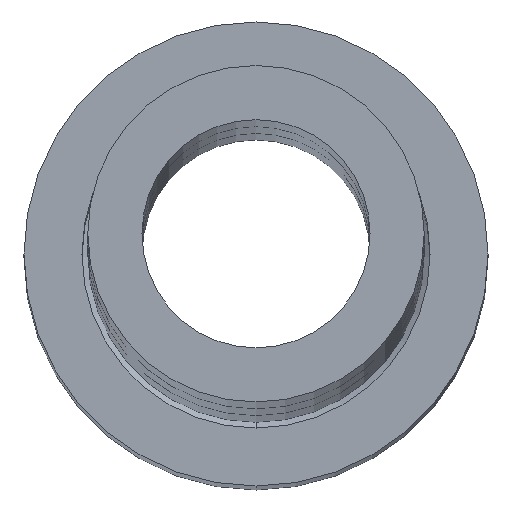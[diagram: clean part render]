
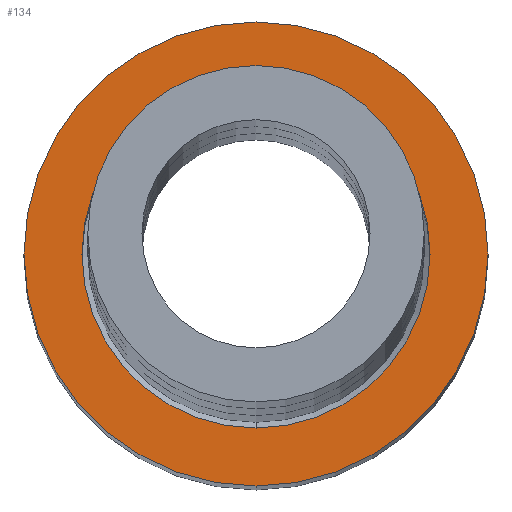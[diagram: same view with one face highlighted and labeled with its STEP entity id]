
A CAD part, top view. The second image highlights one B-rep face of the part: STEP entity #134.
In plain terms, the highlighted planar face has unit normal (0, 0, 1).
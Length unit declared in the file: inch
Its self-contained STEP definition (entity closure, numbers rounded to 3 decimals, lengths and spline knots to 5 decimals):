
#1=CARTESIAN_POINT('',(0.,0.,0.28394));
#2=DIRECTION('',(0.,0.,1.));
#3=DIRECTION('',(0.,1.,0.));
#4=AXIS2_PLACEMENT_3D('',#1,#2,#3);
#6=CARTESIAN_POINT('',(0.,0.,0.28394));
#7=DIRECTION('',(0.,0.,-1.));
#8=DIRECTION('',(0.,1.,0.));
#9=AXIS2_PLACEMENT_3D('',#6,#7,#8);
#75=CARTESIAN_POINT('',(0.,0.,0.28394));
#76=DIRECTION('',(0.,0.,1.));
#77=DIRECTION('',(0.,1.,0.));
#78=AXIS2_PLACEMENT_3D('',#75,#76,#77);
#84=CARTESIAN_POINT('',(0.,0.,0.28394));
#85=DIRECTION('',(0.,0.,-1.));
#86=DIRECTION('',(0.,1.,0.));
#87=AXIS2_PLACEMENT_3D('',#84,#85,#86);
#93=CARTESIAN_POINT('',(0.,0.045,0.28394));
#95=VERTEX_POINT('',#93);
#102=CARTESIAN_POINT('',(0.,0.06,0.28394));
#104=VERTEX_POINT('',#102);
#105=CARTESIAN_POINT('',(0.,-0.045,0.28394));
#107=VERTEX_POINT('',#105);
#114=CARTESIAN_POINT('',(0.,-0.06,0.28394));
#116=VERTEX_POINT('',#114);
#117=CARTESIAN_POINT('',(0.,0.,0.28394));
#118=DIRECTION('',(0.,0.,1.));
#119=DIRECTION('',(0.,1.,0.));
#120=AXIS2_PLACEMENT_3D('',#117,#118,#119);
#121=PLANE('',#120);
#123=ORIENTED_EDGE('',*,*,#122,.F.);
#125=ORIENTED_EDGE('',*,*,#124,.T.);
#126=EDGE_LOOP('',(#123,#125));
#127=FACE_OUTER_BOUND('',#126,.F.);
#129=ORIENTED_EDGE('',*,*,#128,.F.);
#131=ORIENTED_EDGE('',*,*,#130,.T.);
#132=EDGE_LOOP('',(#129,#131));
#133=FACE_BOUND('',#132,.F.);
#134=ADVANCED_FACE('',(#127,#133),#121,.T.);
#5=CIRCLE('',#4,0.06);
#10=CIRCLE('',#9,0.06);
#79=CIRCLE('',#78,0.045);
#88=CIRCLE('',#87,0.045);
#122=EDGE_CURVE('',#104,#116,#5,.T.);
#124=EDGE_CURVE('',#104,#116,#10,.T.);
#128=EDGE_CURVE('',#95,#107,#88,.T.);
#130=EDGE_CURVE('',#95,#107,#79,.T.);
